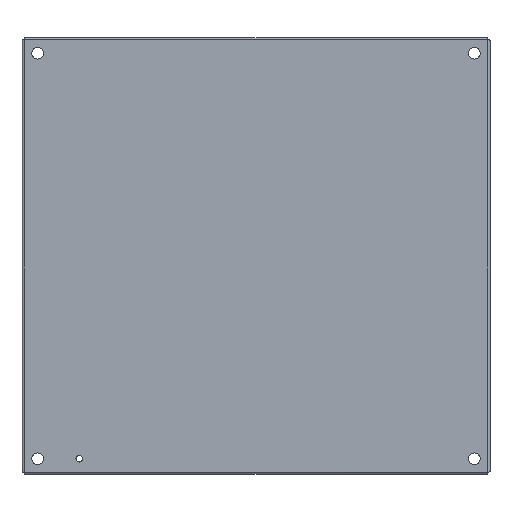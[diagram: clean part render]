
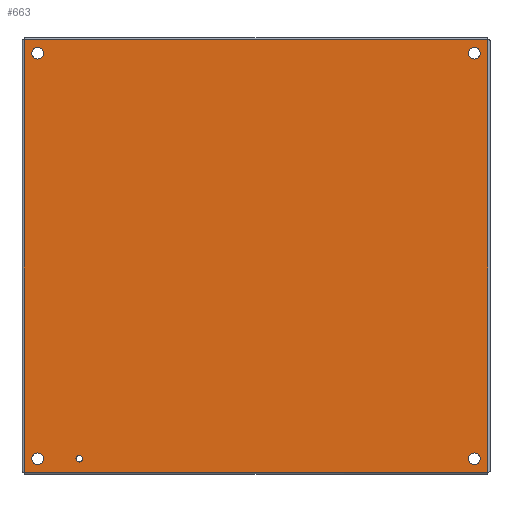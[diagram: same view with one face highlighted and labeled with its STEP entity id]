
A CAD part, top view. The second image highlights one B-rep face of the part: STEP entity #663.
In plain terms, the highlighted planar face has unit normal (0, 0, 1).
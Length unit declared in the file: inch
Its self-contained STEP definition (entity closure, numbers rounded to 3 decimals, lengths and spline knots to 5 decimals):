
#19=FACE_BOUND($,#154,.T.);
#20=FACE_BOUND($,#155,.T.);
#21=FACE_BOUND($,#156,.T.);
#22=FACE_BOUND($,#157,.T.);
#23=FACE_BOUND($,#158,.T.);
#34=CIRCLE($,#707,0.156);
#35=CIRCLE($,#708,0.2815);
#36=CIRCLE($,#709,0.2815);
#37=CIRCLE($,#710,0.2815);
#38=CIRCLE($,#711,0.2815);
#68=PLANE($,#706);
#105=FACE_OUTER_BOUND($,#153,.T.);
#153=EDGE_LOOP($,(#594,#595,#596,#597));
#154=EDGE_LOOP($,(#598));
#155=EDGE_LOOP($,(#599));
#156=EDGE_LOOP($,(#600));
#157=EDGE_LOOP($,(#601));
#158=EDGE_LOOP($,(#602));
#186=LINE($,#883,#246);
#202=LINE($,#985,#262);
#217=LINE($,#1085,#277);
#232=LINE($,#1184,#292);
#246=VECTOR($,#722,22.2895);
#262=VECTOR($,#752,20.7895);
#277=VECTOR($,#781,20.7895);
#292=VECTOR($,#810,22.2895);
#307=VERTEX_POINT($,#874);
#308=VERTEX_POINT($,#882);
#319=VERTEX_POINT($,#984);
#329=VERTEX_POINT($,#1077);
#350=VERTEX_POINT($,#1282);
#351=VERTEX_POINT($,#1284);
#352=VERTEX_POINT($,#1286);
#353=VERTEX_POINT($,#1288);
#354=VERTEX_POINT($,#1290);
#357=EDGE_CURVE($,#308,#307,#186,.T.);
#377=EDGE_CURVE($,#319,#308,#202,.T.);
#396=EDGE_CURVE($,#307,#329,#217,.T.);
#415=EDGE_CURVE($,#329,#319,#232,.T.);
#436=EDGE_CURVE($,#350,#350,#34,.T.);
#437=EDGE_CURVE($,#351,#351,#35,.T.);
#438=EDGE_CURVE($,#352,#352,#36,.T.);
#439=EDGE_CURVE($,#353,#353,#37,.T.);
#440=EDGE_CURVE($,#354,#354,#38,.T.);
#594=ORIENTED_EDGE($,*,*,#357,.T.);
#595=ORIENTED_EDGE($,*,*,#396,.T.);
#596=ORIENTED_EDGE($,*,*,#415,.T.);
#597=ORIENTED_EDGE($,*,*,#377,.T.);
#598=ORIENTED_EDGE($,*,*,#436,.T.);
#599=ORIENTED_EDGE($,*,*,#437,.T.);
#600=ORIENTED_EDGE($,*,*,#438,.T.);
#601=ORIENTED_EDGE($,*,*,#439,.T.);
#602=ORIENTED_EDGE($,*,*,#440,.T.);
#663=ADVANCED_FACE($,(#105,#19,#20,#21,#22,#23),#68,.T.);
#706=AXIS2_PLACEMENT_3D($,#1281,#847,#848);
#707=AXIS2_PLACEMENT_3D($,#1283,#849,#850);
#708=AXIS2_PLACEMENT_3D($,#1285,#851,#852);
#709=AXIS2_PLACEMENT_3D($,#1287,#853,#854);
#710=AXIS2_PLACEMENT_3D($,#1289,#855,#856);
#711=AXIS2_PLACEMENT_3D($,#1291,#857,#858);
#722=DIRECTION($,(1.,0.,0.));
#752=DIRECTION($,(0.,-1.,0.));
#781=DIRECTION($,(0.,1.,0.));
#810=DIRECTION($,(-1.,0.,0.));
#847=DIRECTION('center_axis',(0.,0.,1.));
#848=DIRECTION('ref_axis',(1.,0.,0.));
#849=DIRECTION('center_axis',(0.,0.,-1.));
#850=DIRECTION('ref_axis',(1.,0.,0.));
#851=DIRECTION('center_axis',(0.,0.,-1.));
#852=DIRECTION('ref_axis',(1.,0.,0.));
#853=DIRECTION('center_axis',(0.,0.,-1.));
#854=DIRECTION('ref_axis',(1.,0.,0.));
#855=DIRECTION('center_axis',(0.,0.,-1.));
#856=DIRECTION('ref_axis',(1.,0.,0.));
#857=DIRECTION('center_axis',(0.,0.,-1.));
#858=DIRECTION('ref_axis',(1.,0.,0.));
#874=CARTESIAN_POINT('',(22.39475,0.10525,0.074));
#882=CARTESIAN_POINT('',(0.10525,0.10525,0.074));
#883=CARTESIAN_POINT($,(5.67763,0.10525,0.074));
#984=CARTESIAN_POINT('',(0.10525,20.89475,0.074));
#985=CARTESIAN_POINT($,(0.10525,15.69738,0.074));
#1077=CARTESIAN_POINT('',(22.39475,20.89475,0.074));
#1085=CARTESIAN_POINT($,(22.39475,5.30263,0.074));
#1184=CARTESIAN_POINT($,(16.82238,20.89475,0.074));
#1281=CARTESIAN_POINT('Origin',(11.25,10.5,0.074));
#1282=CARTESIAN_POINT('',(2.906,0.75,0.074));
#1283=CARTESIAN_POINT('Origin',(2.75,0.75,0.074));
#1284=CARTESIAN_POINT('',(22.0315,0.75,0.074));
#1285=CARTESIAN_POINT('Origin',(21.75,0.75,0.074));
#1286=CARTESIAN_POINT('',(1.0315,0.75,0.074));
#1287=CARTESIAN_POINT('Origin',(0.75,0.75,0.074));
#1288=CARTESIAN_POINT('',(22.0315,20.25,0.074));
#1289=CARTESIAN_POINT('Origin',(21.75,20.25,0.074));
#1290=CARTESIAN_POINT('',(1.0315,20.25,0.074));
#1291=CARTESIAN_POINT('Origin',(0.75,20.25,0.074));
